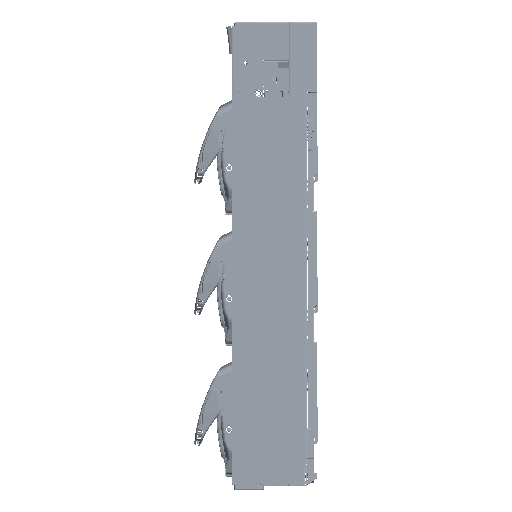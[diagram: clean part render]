
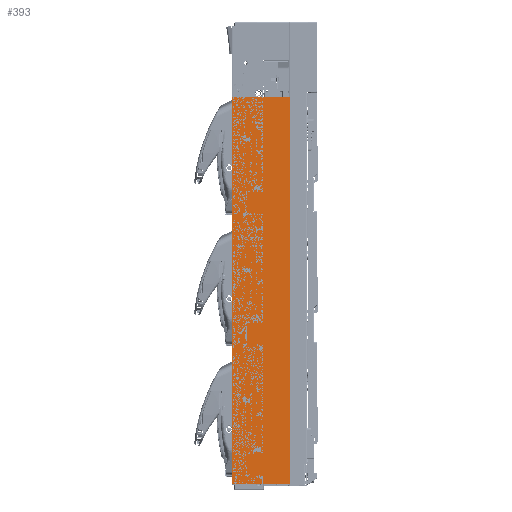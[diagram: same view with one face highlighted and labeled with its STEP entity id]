
A CAD part, left-side view. The second image highlights one B-rep face of the part: STEP entity #393.
In plain terms, the highlighted planar face has unit normal (-1, 0, 0).
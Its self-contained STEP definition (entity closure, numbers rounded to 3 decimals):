
#250=DIRECTION('',(0.,0.,1.));
#251=VECTOR('',#250,547.361);
#252=CARTESIAN_POINT('',(-99.715,623.085,-440.219));
#253=LINE('',#252,#251);
#254=DIRECTION('',(0.,-1.,0.));
#255=VECTOR('',#254,81.435);
#256=CARTESIAN_POINT('',(-99.715,623.085,107.142));
#257=LINE('',#256,#255);
#258=DIRECTION('',(0.,0.,-1.));
#259=VECTOR('',#258,547.361);
#260=CARTESIAN_POINT('',(-99.715,541.65,107.142));
#261=LINE('',#260,#259);
#262=DIRECTION('',(0.,1.,0.));
#263=VECTOR('',#262,81.435);
#264=CARTESIAN_POINT('',(-99.715,541.65,-440.219));
#265=LINE('',#264,#263);
#274=CARTESIAN_POINT('',(-99.715,623.085,-440.219));
#275=CARTESIAN_POINT('',(-99.715,623.085,107.142));
#276=VERTEX_POINT('',#274);
#277=VERTEX_POINT('',#275);
#278=CARTESIAN_POINT('',(-99.715,541.65,107.142));
#279=VERTEX_POINT('',#278);
#280=CARTESIAN_POINT('',(-99.715,541.65,-440.219));
#281=VERTEX_POINT('',#280);
#382=CARTESIAN_POINT('',(-99.715,0.,0.));
#383=DIRECTION('',(1.,0.,0.));
#384=DIRECTION('',(0.,0.,-1.));
#385=AXIS2_PLACEMENT_3D('',#382,#383,#384);
#386=PLANE('',#385);
#387=ORIENTED_EDGE('',*,*,#313,.T.);
#388=ORIENTED_EDGE('',*,*,#335,.T.);
#389=ORIENTED_EDGE('',*,*,#356,.T.);
#390=ORIENTED_EDGE('',*,*,#369,.T.);
#391=EDGE_LOOP('',(#387,#388,#389,#390));
#392=FACE_OUTER_BOUND('',#391,.F.);
#313=EDGE_CURVE('',#276,#277,#253,.T.);
#335=EDGE_CURVE('',#277,#279,#257,.T.);
#356=EDGE_CURVE('',#279,#281,#261,.T.);
#369=EDGE_CURVE('',#281,#276,#265,.T.);
#393=ADVANCED_FACE('',(#392),#386,.F.);
